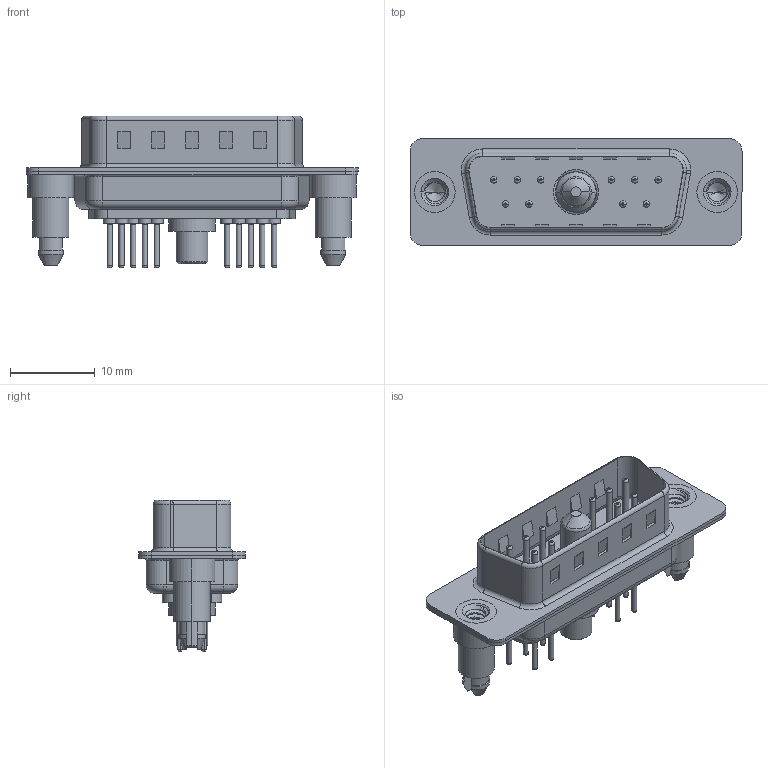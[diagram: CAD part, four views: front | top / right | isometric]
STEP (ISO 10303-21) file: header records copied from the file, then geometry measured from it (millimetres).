
FILE_DESCRIPTION (( 'STEP AP203' ), '1' );
FILE_NAME ('627-11W1624-4T5.STEP', '2019-05-25T17:06:04', ( '' ), ( '' ), 'SwSTEP 2.0', 'SolidWorks 2016', '' );
FILE_SCHEMA (( 'CONFIG_CONTROL_DESIGN' ));
Length unit declared in the file: millimetre
Products named in the file (8): 627Combo Shell Front_15 Contacts; 627Combo Threaded Boardlock_5; Power Pin_40A S; 627Combo Contact Row 1_24; 627Combo Contact Row 2_24; 627-11W1624-4T5; 627Combo Housing_11W1; 627Combo Shell Rear_15 Contacts
Assembly tree (16 placements, depth 2):
  627-11W1624-4T5
    627Combo Housing_11W1
    627Combo Shell Rear_15 Contacts
    627Combo Shell Front_15 Contacts
    627Combo Threaded Boardlock_5  x2
    Power Pin_40A S
    627Combo Contact Row 1_24  x6
    627Combo Contact Row 2_24  x4
Bounding box: 39.15 x 12.6 x 17.9 mm (x, y, z)
Volume: 2063.7 mm3; surface area: 5133.4 mm2
Topology: 17 solids, 20 shells, 813 faces, 1835 edges, 1130 vertices
Faces by surface type: cylinder 328, plane 244, torus 212, cone 21, bspline 8
Entity records: 17954 total; most frequent: CARTESIAN_POINT 4375, DIRECTION 2799, ORIENTED_EDGE 2472, EDGE_CURVE 1236, AXIS2_PLACEMENT_3D 1102, VERTEX_POINT 779, EDGE_LOOP 621, VECTOR 595
